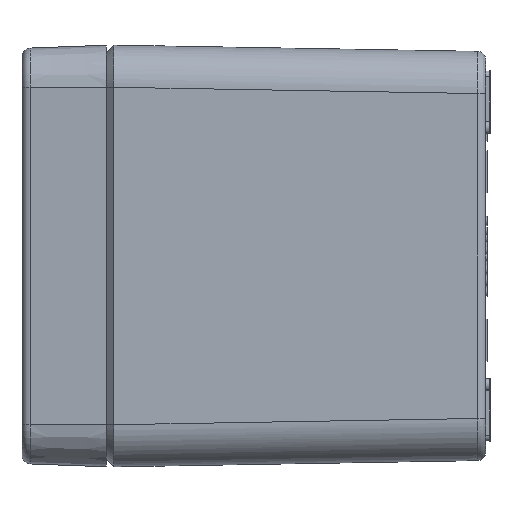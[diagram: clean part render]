
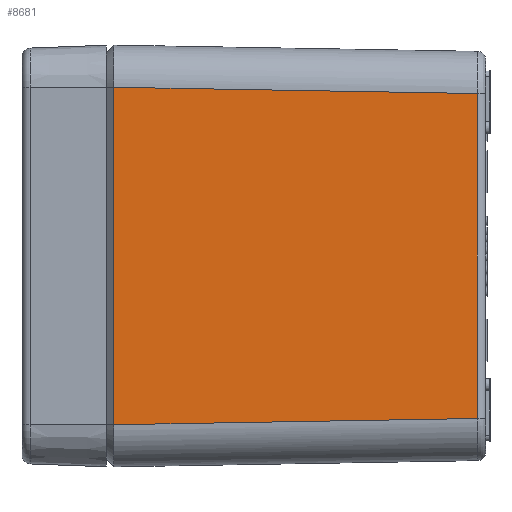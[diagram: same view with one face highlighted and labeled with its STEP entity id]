
A CAD part, left-side view. The second image highlights one B-rep face of the part: STEP entity #8681.
In plain terms, the highlighted planar face has unit normal (-1, -0.014, 0).
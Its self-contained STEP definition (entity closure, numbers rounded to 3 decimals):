
#804 = VERTEX_POINT ( 'NONE', #1912 ) ;
#1385 = VERTEX_POINT ( 'NONE', #16088 ) ;
#1912 = CARTESIAN_POINT ( 'NONE',  ( -113.777, -88.028, -38.535 ) ) ;
#2337 = VERTEX_POINT ( 'NONE', #7171 ) ;
#4470 = EDGE_CURVE ( 'NONE', #37704, #1385, #5302, .T. ) ;
#5145 = ORIENTED_EDGE ( 'NONE', *, *, #34683, .T. ) ;
#5302 = LINE ( 'NONE', #40335, #11860 ) ;
#7058 = CARTESIAN_POINT ( 'NONE',  ( -115., 0., -50.045 ) ) ;
#7171 = CARTESIAN_POINT ( 'NONE',  ( -114.975, -1.8, -40.015 ) ) ;
#8681 = ADVANCED_FACE ( 'NONE', ( #48209 ), #45461, .T. ) ;
#11860 = VECTOR ( 'NONE', #17328, 1000. ) ;
#12532 = DIRECTION ( 'NONE',  ( 0., 0., -1. ) ) ;
#13703 = DIRECTION ( 'NONE',  ( 0.014, -1., 0.017 ) ) ;
#15754 = ORIENTED_EDGE ( 'NONE', *, *, #49104, .T. ) ;
#16088 = CARTESIAN_POINT ( 'NONE',  ( -114.975, -1.8, 40.015 ) ) ;
#17328 = DIRECTION ( 'NONE',  ( -0.014, 1., 0.017 ) ) ;
#20053 = LINE ( 'NONE', #21239, #29101 ) ;
#21239 = CARTESIAN_POINT ( 'NONE',  ( -115.002, 0.172, -40.049 ) ) ;
#22476 = DIRECTION ( 'NONE',  ( -1., -0.014, 0. ) ) ;
#24462 = VECTOR ( 'NONE', #12532, 1000. ) ;
#25391 = CARTESIAN_POINT ( 'NONE',  ( -113.777, -88.028, 38.535 ) ) ;
#29037 = ORIENTED_EDGE ( 'NONE', *, *, #45691, .T. ) ;
#29101 = VECTOR ( 'NONE', #13703, 1000. ) ;
#31993 = LINE ( 'NONE', #47906, #40977 ) ;
#33035 = AXIS2_PLACEMENT_3D ( 'NONE', #7058, #22476, #49356 ) ;
#34683 = EDGE_CURVE ( 'NONE', #804, #37704, #31993, .T. ) ;
#35876 = LINE ( 'NONE', #46740, #24462 ) ;
#36085 = EDGE_LOOP ( 'NONE', ( #47665, #29037, #15754, #5145 ) ) ;
#37704 = VERTEX_POINT ( 'NONE', #25391 ) ;
#40335 = CARTESIAN_POINT ( 'NONE',  ( -114.979, -1.546, 40.019 ) ) ;
#40977 = VECTOR ( 'NONE', #44037, 1000. ) ;
#44037 = DIRECTION ( 'NONE',  ( 0., 0., 1. ) ) ;
#45461 = PLANE ( 'NONE',  #33035 ) ;
#45691 = EDGE_CURVE ( 'NONE', #1385, #2337, #35876, .T. ) ;
#46740 = CARTESIAN_POINT ( 'NONE',  ( -114.975, -1.8, -50.045 ) ) ;
#47665 = ORIENTED_EDGE ( 'NONE', *, *, #4470, .T. ) ;
#47906 = CARTESIAN_POINT ( 'NONE',  ( -113.777, -88.028, 38.501 ) ) ;
#48209 = FACE_OUTER_BOUND ( 'NONE', #36085, .T. ) ;
#49104 = EDGE_CURVE ( 'NONE', #2337, #804, #20053, .T. ) ;
#49356 = DIRECTION ( 'NONE',  ( 0.014, -1., 0. ) ) ;
